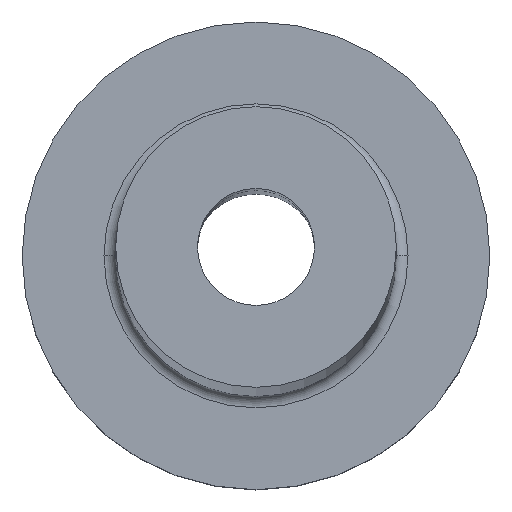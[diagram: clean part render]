
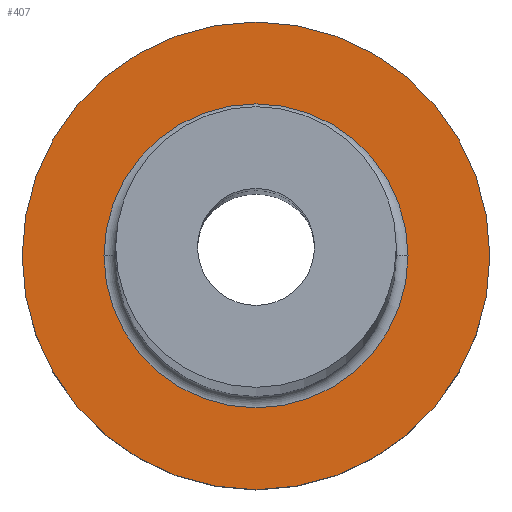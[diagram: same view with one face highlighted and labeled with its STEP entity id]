
A CAD part, top view. The second image highlights one B-rep face of the part: STEP entity #407.
In plain terms, the highlighted planar face has unit normal (0, 0, 1).
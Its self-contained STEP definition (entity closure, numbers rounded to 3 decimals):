
#3 = AXIS2_PLACEMENT_3D ( 'NONE', #127, #89, #21 ) ;
#5 = DIRECTION ( 'NONE',  ( 1., 0., 0. ) ) ;
#9 = PLANE ( 'NONE',  #43 ) ;
#13 = EDGE_CURVE ( 'NONE', #336, #264, #243, .T. ) ;
#20 = DIRECTION ( 'NONE',  ( 0., 0., -1. ) ) ;
#21 = DIRECTION ( 'NONE',  ( 1., 0., 0. ) ) ;
#26 = CARTESIAN_POINT ( 'NONE',  ( -6.5, 0., 7. ) ) ;
#35 = DIRECTION ( 'NONE',  ( 0., 0., 1. ) ) ;
#38 = ORIENTED_EDGE ( 'NONE', *, *, #13, .T. ) ;
#43 = AXIS2_PLACEMENT_3D ( 'NONE', #252, #150, #395 ) ;
#57 = CARTESIAN_POINT ( 'NONE',  ( 0., 0., 7. ) ) ;
#67 = CIRCLE ( 'NONE', #3, 6.5 ) ;
#89 = DIRECTION ( 'NONE',  ( 0., 0., -1. ) ) ;
#106 = FACE_BOUND ( 'NONE', #230, .T. ) ;
#107 = VERTEX_POINT ( 'NONE', #139 ) ;
#109 = CIRCLE ( 'NONE', #136, 10. ) ;
#127 = CARTESIAN_POINT ( 'NONE',  ( 0., 0., 7. ) ) ;
#136 = AXIS2_PLACEMENT_3D ( 'NONE', #426, #35, #397 ) ;
#139 = CARTESIAN_POINT ( 'NONE',  ( -10., 0., 7. ) ) ;
#150 = DIRECTION ( 'NONE',  ( 0., 0., 1. ) ) ;
#176 = DIRECTION ( 'NONE',  ( 1., 0., 0. ) ) ;
#185 = CARTESIAN_POINT ( 'NONE',  ( 6.5, 0., 7. ) ) ;
#188 = DIRECTION ( 'NONE',  ( 0., 0., 1. ) ) ;
#219 = EDGE_LOOP ( 'NONE', ( #288, #373 ) ) ;
#230 = EDGE_LOOP ( 'NONE', ( #38, #391 ) ) ;
#233 = CARTESIAN_POINT ( 'NONE',  ( 10., 0., 7. ) ) ;
#243 = CIRCLE ( 'NONE', #380, 6.5 ) ;
#244 = CARTESIAN_POINT ( 'NONE',  ( 0., 0., 7. ) ) ;
#246 = VERTEX_POINT ( 'NONE', #233 ) ;
#252 = CARTESIAN_POINT ( 'NONE',  ( 0., 0., 7. ) ) ;
#264 = VERTEX_POINT ( 'NONE', #26 ) ;
#274 = AXIS2_PLACEMENT_3D ( 'NONE', #244, #188, #5 ) ;
#288 = ORIENTED_EDGE ( 'NONE', *, *, #311, .T. ) ;
#311 = EDGE_CURVE ( 'NONE', #107, #246, #355, .T. ) ;
#334 = EDGE_CURVE ( 'NONE', #246, #107, #109, .T. ) ;
#336 = VERTEX_POINT ( 'NONE', #185 ) ;
#355 = CIRCLE ( 'NONE', #274, 10. ) ;
#373 = ORIENTED_EDGE ( 'NONE', *, *, #334, .T. ) ;
#380 = AXIS2_PLACEMENT_3D ( 'NONE', #57, #20, #176 ) ;
#391 = ORIENTED_EDGE ( 'NONE', *, *, #448, .T. ) ;
#395 = DIRECTION ( 'NONE',  ( 1., 0., 0. ) ) ;
#397 = DIRECTION ( 'NONE',  ( 1., 0., 0. ) ) ;
#401 = FACE_OUTER_BOUND ( 'NONE', #219, .T. ) ;
#407 = ADVANCED_FACE ( 'NONE', ( #106, #401 ), #9, .T. ) ;
#426 = CARTESIAN_POINT ( 'NONE',  ( 0., 0., 7. ) ) ;
#448 = EDGE_CURVE ( 'NONE', #264, #336, #67, .T. ) ;
